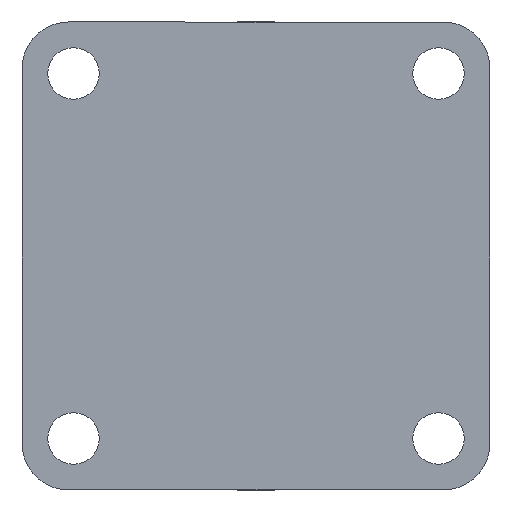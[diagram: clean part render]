
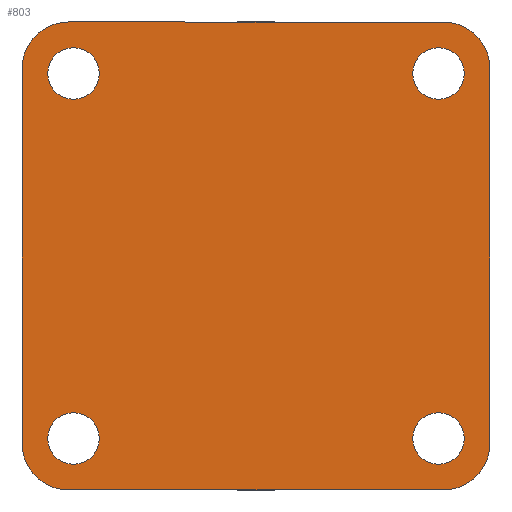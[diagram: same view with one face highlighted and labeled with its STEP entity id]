
A CAD part, front view. The second image highlights one B-rep face of the part: STEP entity #803.
In plain terms, the highlighted planar face has unit normal (0, -1, 0).
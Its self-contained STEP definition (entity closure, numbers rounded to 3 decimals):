
#16 = FACE_OUTER_BOUND ( 'NONE', #53, .T. ) ;
#21 = ORIENTED_EDGE ( 'NONE', *, *, #1086, .T. ) ;
#46 = DIRECTION ( 'NONE',  ( 0., 0., 1. ) ) ;
#48 = DIRECTION ( 'NONE',  ( -1., 0., 0. ) ) ;
#53 = EDGE_LOOP ( 'NONE', ( #618, #672, #991, #92, #785, #231, #853, #666 ) ) ;
#57 = FACE_BOUND ( 'NONE', #693, .T. ) ;
#64 = VERTEX_POINT ( 'NONE', #525 ) ;
#74 = DIRECTION ( 'NONE',  ( 0., -1., 0. ) ) ;
#78 = EDGE_LOOP ( 'NONE', ( #861, #21 ) ) ;
#92 = ORIENTED_EDGE ( 'NONE', *, *, #852, .T. ) ;
#105 = EDGE_CURVE ( 'NONE', #594, #1139, #267, .T. ) ;
#110 = CARTESIAN_POINT ( 'NONE',  ( -39., -10., -39. ) ) ;
#116 = DIRECTION ( 'NONE',  ( 0., 1., 0. ) ) ;
#135 = CIRCLE ( 'NONE', #262, 10. ) ;
#141 = VERTEX_POINT ( 'NONE', #486 ) ;
#159 = VECTOR ( 'NONE', #1084, 1000. ) ;
#169 = CARTESIAN_POINT ( 'NONE',  ( 50., -10., 50. ) ) ;
#172 = CIRCLE ( 'NONE', #274, 5.5 ) ;
#189 = CIRCLE ( 'NONE', #368, 5.5 ) ;
#209 = CARTESIAN_POINT ( 'NONE',  ( -39., -10., 39. ) ) ;
#213 = DIRECTION ( 'NONE',  ( 0., 0., 1. ) ) ;
#231 = ORIENTED_EDGE ( 'NONE', *, *, #856, .T. ) ;
#242 = AXIS2_PLACEMENT_3D ( 'NONE', #485, #1170, #561 ) ;
#255 = AXIS2_PLACEMENT_3D ( 'NONE', #288, #959, #385 ) ;
#260 = AXIS2_PLACEMENT_3D ( 'NONE', #649, #74, #742 ) ;
#262 = AXIS2_PLACEMENT_3D ( 'NONE', #990, #414, #1135 ) ;
#267 = LINE ( 'NONE', #169, #1290 ) ;
#274 = AXIS2_PLACEMENT_3D ( 'NONE', #110, #772, #213 ) ;
#278 = AXIS2_PLACEMENT_3D ( 'NONE', #503, #1196, #588 ) ;
#280 = AXIS2_PLACEMENT_3D ( 'NONE', #209, #877, #307 ) ;
#285 = AXIS2_PLACEMENT_3D ( 'NONE', #1255, #630, #46 ) ;
#288 = CARTESIAN_POINT ( 'NONE',  ( 40., -10., -40. ) ) ;
#298 = FACE_BOUND ( 'NONE', #78, .T. ) ;
#307 = DIRECTION ( 'NONE',  ( 0., 0., 1. ) ) ;
#312 = AXIS2_PLACEMENT_3D ( 'NONE', #1070, #1178, #1182 ) ;
#313 = CARTESIAN_POINT ( 'NONE',  ( -50., -10., 40. ) ) ;
#342 = DIRECTION ( 'NONE',  ( 0., 0., 1. ) ) ;
#343 = AXIS2_PLACEMENT_3D ( 'NONE', #567, #1286, #660 ) ;
#351 = AXIS2_PLACEMENT_3D ( 'NONE', #1281, #116, #776 ) ;
#364 = EDGE_LOOP ( 'NONE', ( #1107, #954 ) ) ;
#368 = AXIS2_PLACEMENT_3D ( 'NONE', #411, #1087, #505 ) ;
#377 = CIRCLE ( 'NONE', #242, 10. ) ;
#385 = DIRECTION ( 'NONE',  ( 0., 0., -1. ) ) ;
#397 = ORIENTED_EDGE ( 'NONE', *, *, #750, .T. ) ;
#405 = CIRCLE ( 'NONE', #278, 5.5 ) ;
#411 = CARTESIAN_POINT ( 'NONE',  ( 39., -10., 39. ) ) ;
#414 = DIRECTION ( 'NONE',  ( 0., -1., 0. ) ) ;
#424 = CARTESIAN_POINT ( 'NONE',  ( -39., -10., -39. ) ) ;
#446 = ORIENTED_EDGE ( 'NONE', *, *, #777, .T. ) ;
#470 = VERTEX_POINT ( 'NONE', #842 ) ;
#485 = CARTESIAN_POINT ( 'NONE',  ( 40., -10., 40. ) ) ;
#486 = CARTESIAN_POINT ( 'NONE',  ( -40., -10., 50. ) ) ;
#494 = VERTEX_POINT ( 'NONE', #945 ) ;
#503 = CARTESIAN_POINT ( 'NONE',  ( 39., -10., -39. ) ) ;
#505 = DIRECTION ( 'NONE',  ( 0., 0., 1. ) ) ;
#513 = DIRECTION ( 'NONE',  ( 0., 0., 1. ) ) ;
#525 = CARTESIAN_POINT ( 'NONE',  ( -40., -10., -50. ) ) ;
#541 = CARTESIAN_POINT ( 'NONE',  ( 39., -10., -33.5 ) ) ;
#555 = ORIENTED_EDGE ( 'NONE', *, *, #833, .T. ) ;
#561 = DIRECTION ( 'NONE',  ( 0., 0., -1. ) ) ;
#562 = VERTEX_POINT ( 'NONE', #1054 ) ;
#565 = VERTEX_POINT ( 'NONE', #951 ) ;
#567 = CARTESIAN_POINT ( 'NONE',  ( 39., -10., 39. ) ) ;
#586 = CARTESIAN_POINT ( 'NONE',  ( -50., -10., 50. ) ) ;
#588 = DIRECTION ( 'NONE',  ( 0., 0., 1. ) ) ;
#594 = VERTEX_POINT ( 'NONE', #1164 ) ;
#600 = VERTEX_POINT ( 'NONE', #648 ) ;
#612 = VERTEX_POINT ( 'NONE', #741 ) ;
#615 = CIRCLE ( 'NONE', #255, 10. ) ;
#618 = ORIENTED_EDGE ( 'NONE', *, *, #736, .F. ) ;
#622 = CARTESIAN_POINT ( 'NONE',  ( -50., -10., -50. ) ) ;
#630 = DIRECTION ( 'NONE',  ( 0., 1., 0. ) ) ;
#632 = CIRCLE ( 'NONE', #1244, 5.5 ) ;
#640 = CIRCLE ( 'NONE', #280, 5.5 ) ;
#648 = CARTESIAN_POINT ( 'NONE',  ( -39., -10., -33.5 ) ) ;
#649 = CARTESIAN_POINT ( 'NONE',  ( -40., -10., -40. ) ) ;
#660 = DIRECTION ( 'NONE',  ( 0., 0., 1. ) ) ;
#666 = ORIENTED_EDGE ( 'NONE', *, *, #857, .T. ) ;
#672 = ORIENTED_EDGE ( 'NONE', *, *, #846, .T. ) ;
#684 = VECTOR ( 'NONE', #342, 1000. ) ;
#693 = EDGE_LOOP ( 'NONE', ( #446, #712 ) ) ;
#712 = ORIENTED_EDGE ( 'NONE', *, *, #737, .T. ) ;
#720 = EDGE_CURVE ( 'NONE', #612, #761, #963, .T. ) ;
#730 = VECTOR ( 'NONE', #48, 1000. ) ;
#736 = EDGE_CURVE ( 'NONE', #141, #867, #934, .T. ) ;
#737 = EDGE_CURVE ( 'NONE', #893, #961, #189, .T. ) ;
#741 = CARTESIAN_POINT ( 'NONE',  ( -50., -10., -40. ) ) ;
#742 = DIRECTION ( 'NONE',  ( 0., 0., -1. ) ) ;
#750 = EDGE_CURVE ( 'NONE', #494, #814, #889, .T. ) ;
#758 = FACE_BOUND ( 'NONE', #364, .T. ) ;
#761 = VERTEX_POINT ( 'NONE', #313 ) ;
#772 = DIRECTION ( 'NONE',  ( 0., 1., 0. ) ) ;
#776 = DIRECTION ( 'NONE',  ( 0., 0., 1. ) ) ;
#777 = EDGE_CURVE ( 'NONE', #961, #893, #831, .T. ) ;
#785 = ORIENTED_EDGE ( 'NONE', *, *, #1305, .F. ) ;
#786 = CARTESIAN_POINT ( 'NONE',  ( 50., -10., -40. ) ) ;
#803 = ADVANCED_FACE ( 'NONE', ( #57, #758, #1076, #298, #16 ), #970, .T. ) ;
#813 = EDGE_CURVE ( 'NONE', #565, #470, #1222, .T. ) ;
#814 = VERTEX_POINT ( 'NONE', #541 ) ;
#821 = CARTESIAN_POINT ( 'NONE',  ( 40., -10., -50. ) ) ;
#831 = CIRCLE ( 'NONE', #343, 5.5 ) ;
#832 = EDGE_CURVE ( 'NONE', #470, #565, #640, .T. ) ;
#833 = EDGE_CURVE ( 'NONE', #814, #494, #405, .T. ) ;
#842 = CARTESIAN_POINT ( 'NONE',  ( -39., -10., 44.5 ) ) ;
#845 = EDGE_CURVE ( 'NONE', #600, #562, #172, .T. ) ;
#846 = EDGE_CURVE ( 'NONE', #141, #761, #135, .T. ) ;
#852 = EDGE_CURVE ( 'NONE', #612, #64, #1158, .T. ) ;
#853 = ORIENTED_EDGE ( 'NONE', *, *, #105, .F. ) ;
#856 = EDGE_CURVE ( 'NONE', #1240, #1139, #615, .T. ) ;
#857 = EDGE_CURVE ( 'NONE', #594, #867, #377, .T. ) ;
#859 = CARTESIAN_POINT ( 'NONE',  ( 39., -10., 44.5 ) ) ;
#861 = ORIENTED_EDGE ( 'NONE', *, *, #845, .T. ) ;
#867 = VERTEX_POINT ( 'NONE', #1279 ) ;
#877 = DIRECTION ( 'NONE',  ( 0., 1., 0. ) ) ;
#889 = CIRCLE ( 'NONE', #351, 5.5 ) ;
#893 = VERTEX_POINT ( 'NONE', #973 ) ;
#934 = LINE ( 'NONE', #586, #159 ) ;
#945 = CARTESIAN_POINT ( 'NONE',  ( 39., -10., -44.5 ) ) ;
#951 = CARTESIAN_POINT ( 'NONE',  ( -39., -10., 33.5 ) ) ;
#954 = ORIENTED_EDGE ( 'NONE', *, *, #813, .T. ) ;
#959 = DIRECTION ( 'NONE',  ( 0., -1., 0. ) ) ;
#961 = VERTEX_POINT ( 'NONE', #859 ) ;
#963 = LINE ( 'NONE', #1020, #684 ) ;
#970 = PLANE ( 'NONE',  #312 ) ;
#973 = CARTESIAN_POINT ( 'NONE',  ( 39., -10., 33.5 ) ) ;
#990 = CARTESIAN_POINT ( 'NONE',  ( -40., -10., 40. ) ) ;
#991 = ORIENTED_EDGE ( 'NONE', *, *, #720, .F. ) ;
#1020 = CARTESIAN_POINT ( 'NONE',  ( -50., -10., 50. ) ) ;
#1044 = LINE ( 'NONE', #622, #730 ) ;
#1054 = CARTESIAN_POINT ( 'NONE',  ( -39., -10., -44.5 ) ) ;
#1070 = CARTESIAN_POINT ( 'NONE',  ( 0., -10., 0. ) ) ;
#1076 = FACE_BOUND ( 'NONE', #1248, .T. ) ;
#1084 = DIRECTION ( 'NONE',  ( 1., 0., 0. ) ) ;
#1086 = EDGE_CURVE ( 'NONE', #562, #600, #632, .T. ) ;
#1087 = DIRECTION ( 'NONE',  ( 0., 1., 0. ) ) ;
#1103 = DIRECTION ( 'NONE',  ( 0., 1., 0. ) ) ;
#1107 = ORIENTED_EDGE ( 'NONE', *, *, #832, .T. ) ;
#1135 = DIRECTION ( 'NONE',  ( 0., 0., -1. ) ) ;
#1139 = VERTEX_POINT ( 'NONE', #786 ) ;
#1158 = CIRCLE ( 'NONE', #260, 10. ) ;
#1164 = CARTESIAN_POINT ( 'NONE',  ( 50., -10., 40. ) ) ;
#1170 = DIRECTION ( 'NONE',  ( 0., -1., 0. ) ) ;
#1178 = DIRECTION ( 'NONE',  ( 0., -1., 0. ) ) ;
#1182 = DIRECTION ( 'NONE',  ( 0., 0., -1. ) ) ;
#1196 = DIRECTION ( 'NONE',  ( 0., 1., 0. ) ) ;
#1222 = CIRCLE ( 'NONE', #285, 5.5 ) ;
#1227 = DIRECTION ( 'NONE',  ( 0., 0., -1. ) ) ;
#1240 = VERTEX_POINT ( 'NONE', #821 ) ;
#1244 = AXIS2_PLACEMENT_3D ( 'NONE', #424, #1103, #513 ) ;
#1248 = EDGE_LOOP ( 'NONE', ( #555, #397 ) ) ;
#1255 = CARTESIAN_POINT ( 'NONE',  ( -39., -10., 39. ) ) ;
#1279 = CARTESIAN_POINT ( 'NONE',  ( 40., -10., 50. ) ) ;
#1281 = CARTESIAN_POINT ( 'NONE',  ( 39., -10., -39. ) ) ;
#1286 = DIRECTION ( 'NONE',  ( 0., 1., 0. ) ) ;
#1290 = VECTOR ( 'NONE', #1227, 1000. ) ;
#1305 = EDGE_CURVE ( 'NONE', #1240, #64, #1044, .T. ) ;
